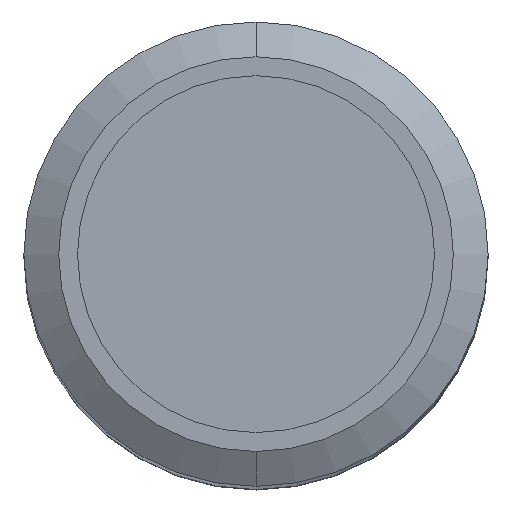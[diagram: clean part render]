
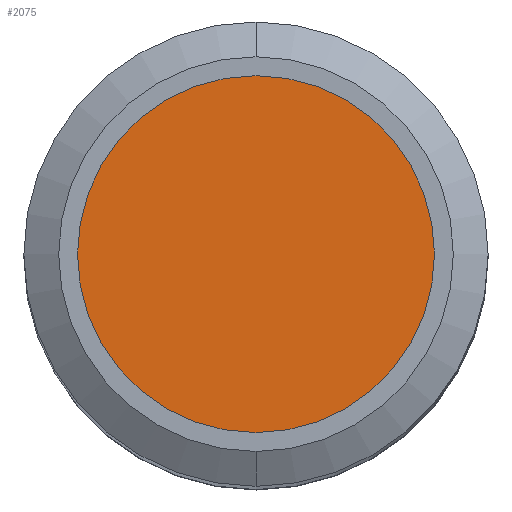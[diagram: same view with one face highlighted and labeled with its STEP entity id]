
A CAD part, top view. The second image highlights one B-rep face of the part: STEP entity #2075.
In plain terms, the highlighted planar face has unit normal (0, 0, 1).
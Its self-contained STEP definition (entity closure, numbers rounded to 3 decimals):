
#1930=CARTESIAN_POINT('',(0.,0.,0.));
#1931=DIRECTION('',(0.,0.,1.));
#1932=DIRECTION('',(0.,-1.,0.));
#1933=AXIS2_PLACEMENT_3D('',#1930,#1931,#1932);
#1952=CARTESIAN_POINT('',(0.,0.,0.));
#1953=DIRECTION('',(0.,0.,-1.));
#1954=DIRECTION('',(0.,-1.,0.));
#1955=AXIS2_PLACEMENT_3D('',#1952,#1953,#1954);
#1980=CARTESIAN_POINT('',(0.,-3.075,0.));
#1981=CARTESIAN_POINT('',(0.,3.075,0.));
#1982=VERTEX_POINT('',#1980);
#1983=VERTEX_POINT('',#1981);
#2066=CARTESIAN_POINT('',(0.,0.,0.));
#2067=DIRECTION('',(0.,0.,-1.));
#2068=DIRECTION('',(0.,-1.,0.));
#2069=AXIS2_PLACEMENT_3D('',#2066,#2067,#2068);
#2070=PLANE('',#2069);
#2071=ORIENTED_EDGE('',*,*,#2048,.F.);
#2072=ORIENTED_EDGE('',*,*,#2061,.T.);
#2073=EDGE_LOOP('',(#2071,#2072));
#2074=FACE_OUTER_BOUND('',#2073,.F.);
#2075=ADVANCED_FACE('',(#2074),#2070,.F.);
#1934=CIRCLE('',#1933,3.075);
#1956=CIRCLE('',#1955,3.075);
#2048=EDGE_CURVE('',#1982,#1983,#1934,.T.);
#2061=EDGE_CURVE('',#1982,#1983,#1956,.T.);
